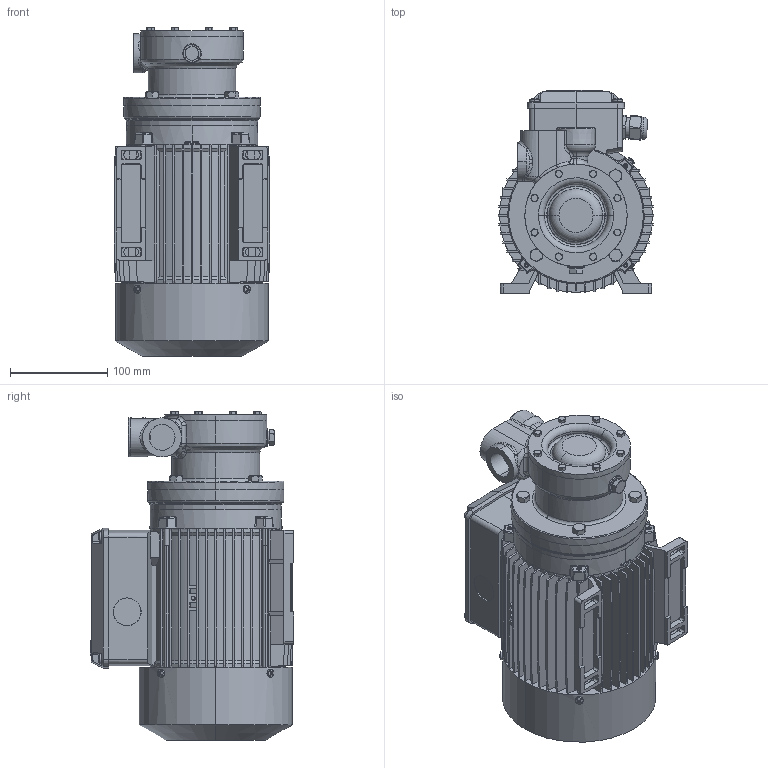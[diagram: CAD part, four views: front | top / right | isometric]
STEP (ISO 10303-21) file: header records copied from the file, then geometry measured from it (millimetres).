
FILE_DESCRIPTION (( 'STEP AP214' ), '1' );
FILE_NAME ('4_93_450_07_REV00.step', '2021-10-05T14:40:56', ( '' ), ( '' ), 'SwSTEP 2.0', 'SolidWorks 2020', '' );
FILE_SCHEMA (( 'AUTOMOTIVE_DESIGN' ));
Length unit declared in the file: millimetre
Products named in the file (1): 4_93_450_07_REV00
Bounding box: 160 x 208.7 x 337.5 mm (x, y, z)
Volume: 5608123.5 mm3; surface area: 444120 mm2
Topology: 5 solids, 5 shells, 2779 faces, 7763 edges, 5078 vertices
Faces by surface type: bspline 1176, plane 1007, cylinder 316, cone 236, torus 28, sphere 16
Entity records: 104510 total; most frequent: CARTESIAN_POINT 40175, ORIENTED_EDGE 15492, DIRECTION 9684, EDGE_CURVE 7746, VERTEX_POINT 5078, LINE 4854, VECTOR 4854, EDGE_LOOP 2916
